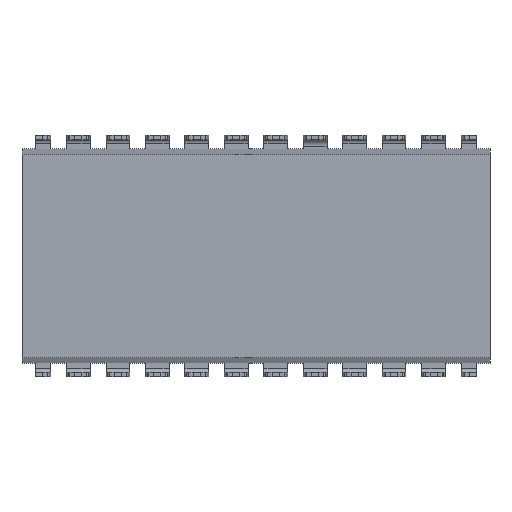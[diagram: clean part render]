
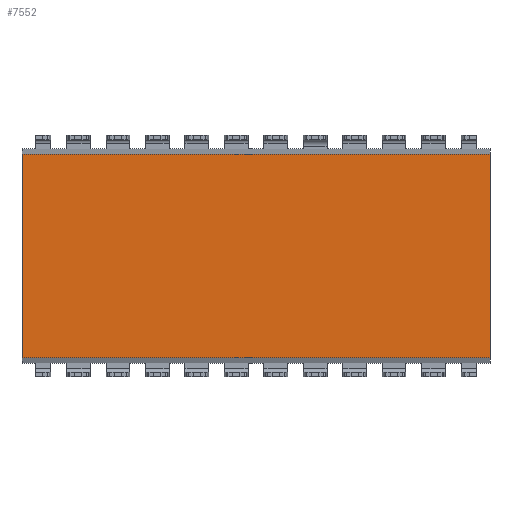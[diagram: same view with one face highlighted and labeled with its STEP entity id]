
A CAD part, front view. The second image highlights one B-rep face of the part: STEP entity #7552.
In plain terms, the highlighted planar face has unit normal (0, -1, 0).
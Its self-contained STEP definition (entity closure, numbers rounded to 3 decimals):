
#67=PLANE('',#8018);
#401=FACE_OUTER_BOUND('',#827,.T.);
#827=EDGE_LOOP('',(#5222,#5223,#5224,#5225));
#1254=LINE('',#10811,#2196);
#1262=LINE('',#10826,#2204);
#1263=LINE('',#10829,#2205);
#1264=LINE('',#10830,#2206);
#2196=VECTOR('',#8641,10.);
#2204=VECTOR('',#8653,10.);
#2205=VECTOR('',#8656,10.);
#2206=VECTOR('',#8657,10.);
#3324=VERTEX_POINT('',#10808);
#3325=VERTEX_POINT('',#10810);
#3330=VERTEX_POINT('',#10824);
#3331=VERTEX_POINT('',#10828);
#4078=EDGE_CURVE('',#3324,#3325,#1254,.T.);
#4086=EDGE_CURVE('',#3324,#3330,#1262,.T.);
#4087=EDGE_CURVE('',#3331,#3330,#1263,.T.);
#4088=EDGE_CURVE('',#3325,#3331,#1264,.T.);
#5222=ORIENTED_EDGE('',*,*,#4078,.F.);
#5223=ORIENTED_EDGE('',*,*,#4086,.T.);
#5224=ORIENTED_EDGE('',*,*,#4087,.F.);
#5225=ORIENTED_EDGE('',*,*,#4088,.F.);
#7552=ADVANCED_FACE('',(#401),#67,.T.);
#8018=AXIS2_PLACEMENT_3D('',#10827,#8654,#8655);
#8641=DIRECTION('',(0.,0.,1.));
#8653=DIRECTION('',(1.,0.,0.));
#8654=DIRECTION('center_axis',(0.,-1.,0.));
#8655=DIRECTION('ref_axis',(0.,0.,-1.));
#8656=DIRECTION('',(0.,0.,-1.));
#8657=DIRECTION('',(1.,0.,0.));
#10808=CARTESIAN_POINT('',(-15.06,0.7,-6.55));
#10810=CARTESIAN_POINT('',(-15.06,0.7,6.55));
#10811=CARTESIAN_POINT('',(-15.06,0.7,0.));
#10824=CARTESIAN_POINT('',(15.06,0.7,-6.55));
#10826=CARTESIAN_POINT('',(-15.06,0.7,-6.55));
#10827=CARTESIAN_POINT('Origin',(-15.06,0.7,6.55));
#10828=CARTESIAN_POINT('',(15.06,0.7,6.55));
#10829=CARTESIAN_POINT('',(15.06,0.7,0.));
#10830=CARTESIAN_POINT('',(-15.06,0.7,6.55));
